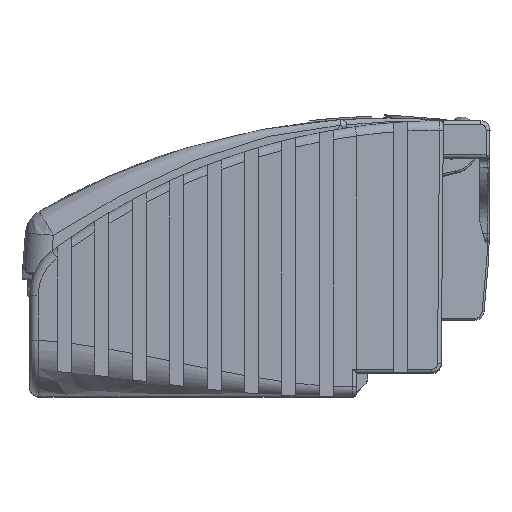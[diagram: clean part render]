
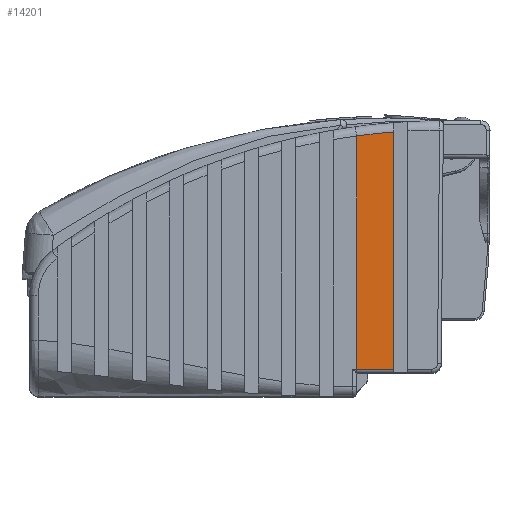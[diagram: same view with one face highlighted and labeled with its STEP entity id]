
A CAD part, top view. The second image highlights one B-rep face of the part: STEP entity #14201.
In plain terms, the highlighted planar face has unit normal (0, 0, 1).
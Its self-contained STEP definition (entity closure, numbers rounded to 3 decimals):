
#4948 = CARTESIAN_POINT ( 'NONE',  ( -0.734, 0.206, 32.262 ) ) ;
#6670 = EDGE_CURVE ( 'NONE', #127122, #56919, #84360, .T. ) ;
#6966 = VERTEX_POINT ( 'NONE', #57138 ) ;
#12372 = DIRECTION ( 'NONE',  ( -1., 0., 0. ) ) ;
#14201 = ADVANCED_FACE ( 'NONE', ( #71128 ), #61227, .F. ) ;
#19369 = ORIENTED_EDGE ( 'NONE', *, *, #90902, .T. ) ;
#21440 = EDGE_CURVE ( 'NONE', #6966, #51336, #35815, .T. ) ;
#23469 = CIRCLE ( 'NONE', #76343, 69. ) ;
#26172 = VECTOR ( 'NONE', #118241, 1000. ) ;
#32084 = VECTOR ( 'NONE', #81623, 1000. ) ;
#32204 = ORIENTED_EDGE ( 'NONE', *, *, #21440, .T. ) ;
#35815 = LINE ( 'NONE', #128443, #32084 ) ;
#44777 = CARTESIAN_POINT ( 'NONE',  ( 8.566, -43.194, 32.262 ) ) ;
#46607 = ORIENTED_EDGE ( 'NONE', *, *, #90194, .T. ) ;
#51336 = VERTEX_POINT ( 'NONE', #105410 ) ;
#53091 = VECTOR ( 'NONE', #125357, 1000. ) ;
#56919 = VERTEX_POINT ( 'NONE', #77699 ) ;
#57138 = CARTESIAN_POINT ( 'NONE',  ( 3.266, 0.206, 32.262 ) ) ;
#58736 = CARTESIAN_POINT ( 'NONE',  ( -0.734, 25.177, 32.262 ) ) ;
#61227 = PLANE ( 'NONE',  #142745 ) ;
#71128 = FACE_OUTER_BOUND ( 'NONE', #110040, .T. ) ;
#76343 = AXIS2_PLACEMENT_3D ( 'NONE', #44777, #116304, #115286 ) ;
#77699 = CARTESIAN_POINT ( 'NONE',  ( -0.734, 0.206, 32.262 ) ) ;
#81623 = DIRECTION ( 'NONE',  ( 0., 1., 0. ) ) ;
#82484 = CARTESIAN_POINT ( 'NONE',  ( -0.734, 26.806, 32.262 ) ) ;
#84360 = LINE ( 'NONE', #82484, #26172 ) ;
#85390 = CARTESIAN_POINT ( 'NONE',  ( -0.734, 26.806, 32.262 ) ) ;
#90194 = EDGE_CURVE ( 'NONE', #51336, #127122, #23469, .T. ) ;
#90902 = EDGE_CURVE ( 'NONE', #56919, #6966, #109523, .T. ) ;
#105410 = CARTESIAN_POINT ( 'NONE',  ( 3.266, 25.602, 32.262 ) ) ;
#109523 = LINE ( 'NONE', #4948, #53091 ) ;
#109554 = DIRECTION ( 'NONE',  ( 0., 0., -1. ) ) ;
#110040 = EDGE_LOOP ( 'NONE', ( #19369, #32204, #46607, #110200 ) ) ;
#110200 = ORIENTED_EDGE ( 'NONE', *, *, #6670, .T. ) ;
#115286 = DIRECTION ( 'NONE',  ( -1., 0., 0. ) ) ;
#116304 = DIRECTION ( 'NONE',  ( 0., 0., 1. ) ) ;
#118241 = DIRECTION ( 'NONE',  ( 0., -1., 0. ) ) ;
#125357 = DIRECTION ( 'NONE',  ( 1., 0., 0. ) ) ;
#127122 = VERTEX_POINT ( 'NONE', #58736 ) ;
#128443 = CARTESIAN_POINT ( 'NONE',  ( 3.266, 26.806, 32.262 ) ) ;
#142745 = AXIS2_PLACEMENT_3D ( 'NONE', #85390, #109554, #12372 ) ;
